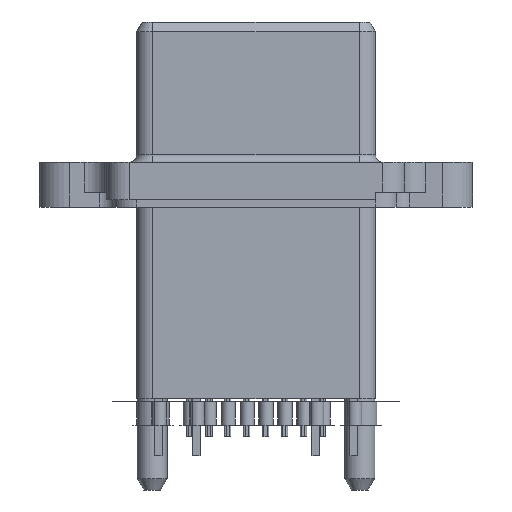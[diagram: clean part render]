
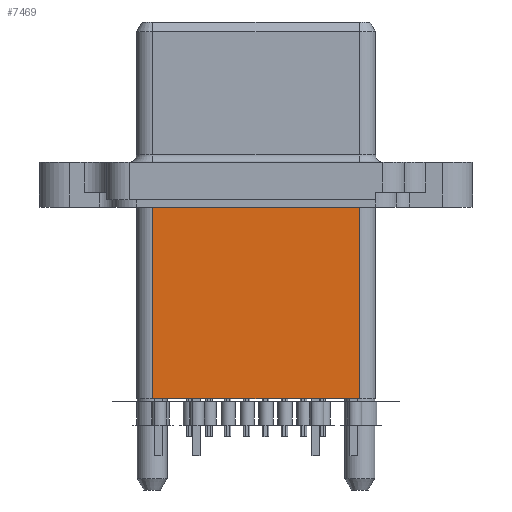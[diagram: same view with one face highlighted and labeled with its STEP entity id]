
A CAD part, front view. The second image highlights one B-rep face of the part: STEP entity #7469.
In plain terms, the highlighted planar face has unit normal (0, -1, 0).
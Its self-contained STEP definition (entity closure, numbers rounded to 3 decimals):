
#7469 = ADVANCED_FACE('',(#7470),#7504,.F.);
#7470 = FACE_BOUND('',#7471,.T.);
#7471 = EDGE_LOOP('',(#7472,#7482,#7490,#7498));
#7472 = ORIENTED_EDGE('',*,*,#7473,.T.);
#7473 = EDGE_CURVE('',#7474,#7476,#7478,.T.);
#7474 = VERTEX_POINT('',#7475);
#7475 = CARTESIAN_POINT('',(13.4,-2.3,0.165));
#7476 = VERTEX_POINT('',#7477);
#7477 = CARTESIAN_POINT('',(13.4,-2.3,14.));
#7478 = LINE('',#7479,#7480);
#7479 = CARTESIAN_POINT('',(13.4,-2.3,-22.81));
#7480 = VECTOR('',#7481,1.);
#7481 = DIRECTION('',(0.,0.,1.));
#7482 = ORIENTED_EDGE('',*,*,#7483,.T.);
#7483 = EDGE_CURVE('',#7476,#7484,#7486,.T.);
#7484 = VERTEX_POINT('',#7485);
#7485 = CARTESIAN_POINT('',(-0.4,-2.3,14.));
#7486 = LINE('',#7487,#7488);
#7487 = CARTESIAN_POINT('',(13.4,-2.3,14.));
#7488 = VECTOR('',#7489,1.);
#7489 = DIRECTION('',(-1.,0.,0.));
#7490 = ORIENTED_EDGE('',*,*,#7491,.T.);
#7491 = EDGE_CURVE('',#7484,#7492,#7494,.T.);
#7492 = VERTEX_POINT('',#7493);
#7493 = CARTESIAN_POINT('',(-0.4,-2.3,0.165));
#7494 = LINE('',#7495,#7496);
#7495 = CARTESIAN_POINT('',(-0.4,-2.3,-22.81));
#7496 = VECTOR('',#7497,1.);
#7497 = DIRECTION('',(0.,-0.,-1.));
#7498 = ORIENTED_EDGE('',*,*,#7499,.T.);
#7499 = EDGE_CURVE('',#7492,#7474,#7500,.T.);
#7500 = LINE('',#7501,#7502);
#7501 = CARTESIAN_POINT('',(-3.206,-2.3,0.165));
#7502 = VECTOR('',#7503,1.);
#7503 = DIRECTION('',(1.,0.,0.));
#7504 = PLANE('',#7505);
#7505 = AXIS2_PLACEMENT_3D('',#7506,#7507,#7508);
#7506 = CARTESIAN_POINT('',(6.5,-2.3,45.16));
#7507 = DIRECTION('',(0.,1.,0.));
#7508 = DIRECTION('',(-1.,0.,0.));
